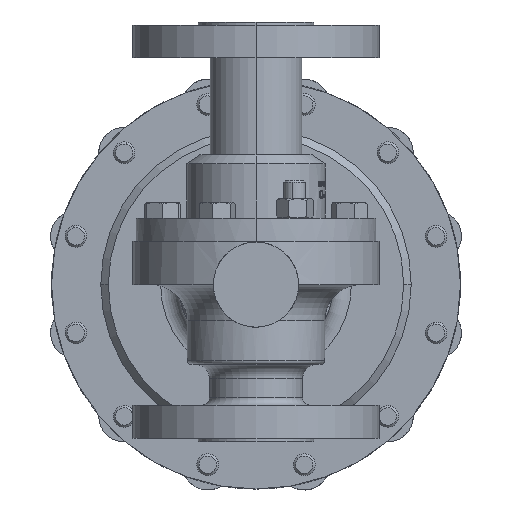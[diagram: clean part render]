
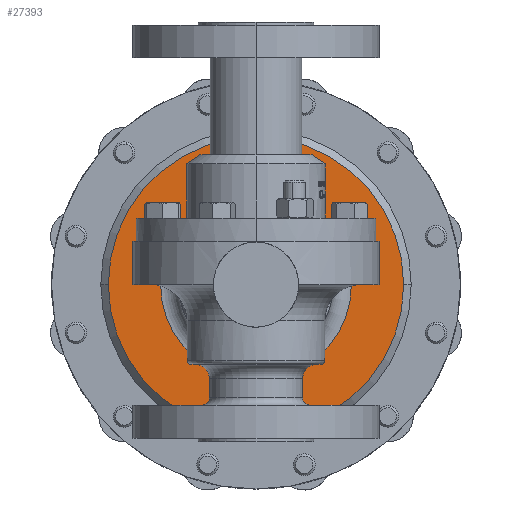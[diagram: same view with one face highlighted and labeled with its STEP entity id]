
A CAD part, front view. The second image highlights one B-rep face of the part: STEP entity #27393.
In plain terms, the highlighted planar face has unit normal (0, -1, 0).
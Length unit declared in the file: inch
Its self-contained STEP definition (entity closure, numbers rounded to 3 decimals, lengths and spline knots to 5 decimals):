
#1078 = AXIS2_PLACEMENT_3D ( 'NONE', #31712, #29240, #31825 ) ;
#1793 = AXIS2_PLACEMENT_3D ( 'NONE', #18980, #9025, #32092 ) ;
#2466 = EDGE_CURVE ( 'NONE', #33051, #25291, #28654, .T. ) ;
#2597 = EDGE_CURVE ( 'NONE', #20878, #6088, #17394, .T. ) ;
#3345 = CARTESIAN_POINT ( 'NONE',  ( -1.647, 2.625, 0. ) ) ;
#4100 = DIRECTION ( 'NONE',  ( 0., -1., 0. ) ) ;
#6088 = VERTEX_POINT ( 'NONE', #23109 ) ;
#6453 = CIRCLE ( 'NONE', #30114, 2.55 ) ;
#7068 = DIRECTION ( 'NONE',  ( -1., 0., 0. ) ) ;
#8438 = EDGE_CURVE ( 'NONE', #25291, #33051, #17209, .T. ) ;
#9025 = DIRECTION ( 'NONE',  ( 0., -1., 0. ) ) ;
#9478 = DIRECTION ( 'NONE',  ( 0., -1., 0. ) ) ;
#9969 = EDGE_LOOP ( 'NONE', ( #28560, #21288 ) ) ;
#11863 = EDGE_CURVE ( 'NONE', #6088, #20878, #6453, .T. ) ;
#12147 = CARTESIAN_POINT ( 'NONE',  ( 0., 2.625, 0. ) ) ;
#13889 = DIRECTION ( 'NONE',  ( 0., 1., 0. ) ) ;
#14205 = EDGE_LOOP ( 'NONE', ( #32192, #15032 ) ) ;
#15032 = ORIENTED_EDGE ( 'NONE', *, *, #2466, .F. ) ;
#16178 = AXIS2_PLACEMENT_3D ( 'NONE', #24012, #13889, #29173 ) ;
#17209 = CIRCLE ( 'NONE', #1793, 1.647 ) ;
#17394 = CIRCLE ( 'NONE', #26789, 2.55 ) ;
#17837 = FACE_OUTER_BOUND ( 'NONE', #9969, .T. ) ;
#18980 = CARTESIAN_POINT ( 'NONE',  ( 0., 2.625, 0. ) ) ;
#20878 = VERTEX_POINT ( 'NONE', #27702 ) ;
#21288 = ORIENTED_EDGE ( 'NONE', *, *, #2597, .T. ) ;
#22088 = DIRECTION ( 'NONE',  ( -1., 0., 0. ) ) ;
#23109 = CARTESIAN_POINT ( 'NONE',  ( 2.55, 2.625, 0. ) ) ;
#24012 = CARTESIAN_POINT ( 'NONE',  ( 0., 2.625, 2.55 ) ) ;
#24996 = CARTESIAN_POINT ( 'NONE',  ( 0., 2.625, 0. ) ) ;
#25291 = VERTEX_POINT ( 'NONE', #3345 ) ;
#26789 = AXIS2_PLACEMENT_3D ( 'NONE', #12147, #9478, #7068 ) ;
#27393 = ADVANCED_FACE ( 'NONE', ( #31509, #17837 ), #31634, .F. ) ;
#27702 = CARTESIAN_POINT ( 'NONE',  ( -2.55, 2.625, 0. ) ) ;
#28560 = ORIENTED_EDGE ( 'NONE', *, *, #11863, .T. ) ;
#28654 = CIRCLE ( 'NONE', #1078, 1.647 ) ;
#29173 = DIRECTION ( 'NONE',  ( 1., 0., 0. ) ) ;
#29240 = DIRECTION ( 'NONE',  ( 0., -1., 0. ) ) ;
#30114 = AXIS2_PLACEMENT_3D ( 'NONE', #24996, #4100, #22088 ) ;
#30180 = CARTESIAN_POINT ( 'NONE',  ( 1.647, 2.625, 0. ) ) ;
#31509 = FACE_BOUND ( 'NONE', #14205, .T. ) ;
#31634 = PLANE ( 'NONE',  #16178 ) ;
#31712 = CARTESIAN_POINT ( 'NONE',  ( 0., 2.625, 0. ) ) ;
#31825 = DIRECTION ( 'NONE',  ( -1., 0., 0. ) ) ;
#32092 = DIRECTION ( 'NONE',  ( -1., 0., 0. ) ) ;
#32192 = ORIENTED_EDGE ( 'NONE', *, *, #8438, .F. ) ;
#33051 = VERTEX_POINT ( 'NONE', #30180 ) ;
